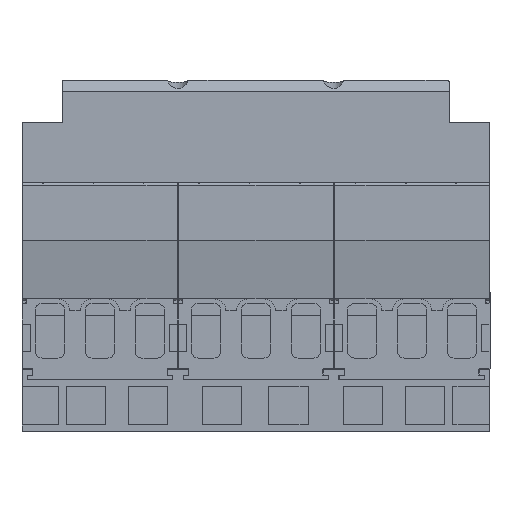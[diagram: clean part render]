
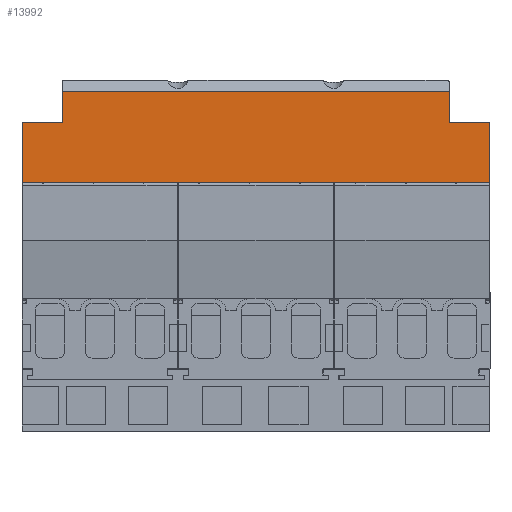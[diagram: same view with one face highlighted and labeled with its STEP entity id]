
A CAD part, front view. The second image highlights one B-rep face of the part: STEP entity #13992.
In plain terms, the highlighted planar face has unit normal (0, -1, 0).
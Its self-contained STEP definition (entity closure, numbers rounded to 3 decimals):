
#13992=ADVANCED_FACE('',(#39593),#39594,.T.);
#19830=VERTEX_POINT('',#45513);
#19834=VERTEX_POINT('',#45517);
#19836=EDGE_CURVE('',#19834,#19830,#45519,.T.);
#19840=VERTEX_POINT('',#45523);
#19842=EDGE_CURVE('',#19834,#19840,#45525,.T.);
#19846=VERTEX_POINT('',#45529);
#19848=EDGE_CURVE('',#19846,#19840,#45531,.T.);
#20198=VERTEX_POINT('',#45881);
#20202=EDGE_CURVE('',#19830,#20198,#45885,.T.);
#20922=VERTEX_POINT('',#46605);
#20926=VERTEX_POINT('',#46609);
#20928=EDGE_CURVE('',#20926,#20922,#46611,.T.);
#20932=EDGE_CURVE('',#20926,#20198,#46615,.T.);
#20934=VERTEX_POINT('',#46617);
#20936=EDGE_CURVE('',#20922,#20934,#46619,.T.);
#20938=EDGE_CURVE('',#20934,#19846,#46621,.T.);
#39593=FACE_OUTER_BOUND('',#66740,.T.);
#39594=PLANE('',#66741);
#45513=CARTESIAN_POINT('',(11.6,165.95,89.4));
#45517=CARTESIAN_POINT('',(11.6,165.95,98.388));
#45519=LINE('',#76236,#76237);
#45523=CARTESIAN_POINT('',(123.4,165.95,98.388));
#45525=LINE('',#76246,#76247);
#45529=CARTESIAN_POINT('',(123.4,165.95,89.4));
#45531=LINE('',#76256,#76257);
#45881=CARTESIAN_POINT('',(0.0,165.95,89.4));
#45885=LINE('',#76812,#76813);
#46605=CARTESIAN_POINT('',(135.0,165.95,59.9));
#46609=CARTESIAN_POINT('',(0.0,165.95,59.9));
#46611=LINE('',#77989,#77990);
#46615=LINE('',#77997,#77998);
#46617=CARTESIAN_POINT('',(135.0,165.95,89.4));
#46619=LINE('',#78003,#78004);
#46621=LINE('',#78007,#78008);
#66740=EDGE_LOOP('',(#110489,#110490,#110491,#110492,#110493,#110494,#110495,#110496));
#66741=AXIS2_PLACEMENT_3D('',#110497,#110498,#110499);
#76236=CARTESIAN_POINT('',(11.6,165.95,79.65));
#76237=VECTOR('',#113222,1.0);
#76246=CARTESIAN_POINT('',(0.0,165.95,98.388));
#76247=VECTOR('',#113224,1.0);
#76256=CARTESIAN_POINT('',(123.4,165.95,79.65));
#76257=VECTOR('',#113226,1.0);
#76812=CARTESIAN_POINT('',(0.0,165.95,89.4));
#76813=VECTOR('',#113372,1.0);
#77989=CARTESIAN_POINT('',(0.0,165.95,59.9));
#77990=VECTOR('',#113600,1.0);
#77997=CARTESIAN_POINT('',(0.0,165.95,59.9));
#77998=VECTOR('',#113602,1.0);
#78003=CARTESIAN_POINT('',(135.0,165.95,59.9));
#78004=VECTOR('',#113603,1.0);
#78007=CARTESIAN_POINT('',(67.5,165.95,89.4));
#78008=VECTOR('',#113604,1.0);
#110489=ORIENTED_EDGE('',*,*,#19848,.T.);
#110490=ORIENTED_EDGE('',*,*,#19842,.F.);
#110491=ORIENTED_EDGE('',*,*,#19836,.T.);
#110492=ORIENTED_EDGE('',*,*,#20202,.T.);
#110493=ORIENTED_EDGE('',*,*,#20932,.F.);
#110494=ORIENTED_EDGE('',*,*,#20928,.T.);
#110495=ORIENTED_EDGE('',*,*,#20936,.T.);
#110496=ORIENTED_EDGE('',*,*,#20938,.T.);
#110497=CARTESIAN_POINT('',(0.0,165.95,59.9));
#110498=DIRECTION('',(0.0,-1.0,0.0));
#110499=DIRECTION('',(0.0,0.0,1.0));
#113222=DIRECTION('',(0.0,0.0,-1.0));
#113224=DIRECTION('',(1.0,0.0,0.0));
#113226=DIRECTION('',(0.0,0.0,1.0));
#113372=DIRECTION('',(-1.0,0.0,0.0));
#113600=DIRECTION('',(1.0,0.0,0.0));
#113602=DIRECTION('',(0.0,0.0,1.0));
#113603=DIRECTION('',(0.0,0.0,1.0));
#113604=DIRECTION('',(-1.0,0.0,0.0));
